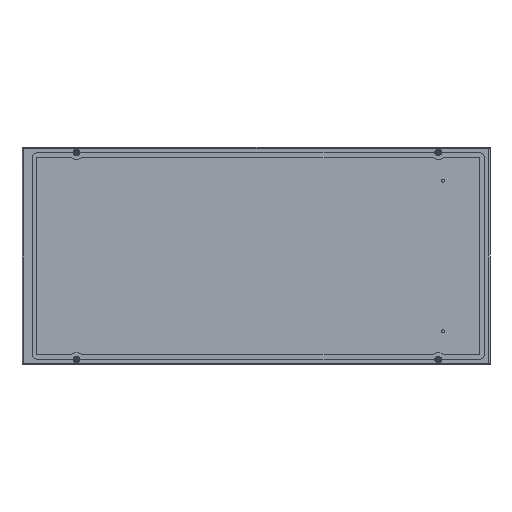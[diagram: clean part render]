
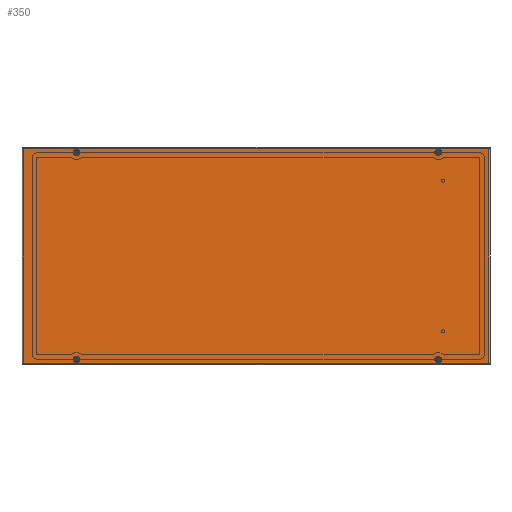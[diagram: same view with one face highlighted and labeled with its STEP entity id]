
A CAD part, left-side view. The second image highlights one B-rep face of the part: STEP entity #350.
In plain terms, the highlighted face is planar.
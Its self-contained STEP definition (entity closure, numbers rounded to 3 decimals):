
#103 = ORIENTED_EDGE ( 'NONE', *, *, #3910, .T. ) ;
#163 = CARTESIAN_POINT ( 'NONE',  ( 1.4, 459., 273.35 ) ) ;
#190 = ORIENTED_EDGE ( 'NONE', *, *, #7866, .T. ) ;
#260 = LINE ( 'NONE', #3512, #7000 ) ;
#268 = FACE_BOUND ( 'NONE', #408, .T. ) ;
#350 = ADVANCED_FACE ( '�����2', ( #268, #3585, #1634, #6221, #6419 ), #5262, .T. ) ;
#359 = AXIS2_PLACEMENT_3D ( 'NONE', #1233, #548, #4352 ) ;
#408 = EDGE_LOOP ( 'NONE', ( #103, #4366 ) ) ;
#485 = LINE ( 'NONE', #1237, #2244 ) ;
#504 = DIRECTION ( 'NONE',  ( 0., -1., 0. ) ) ;
#523 = ORIENTED_EDGE ( 'NONE', *, *, #3042, .F. ) ;
#529 = EDGE_CURVE ( 'NONE', #7791, #4568, #574, .T. ) ;
#548 = DIRECTION ( 'NONE',  ( 1., 0., 0. ) ) ;
#574 = CIRCLE ( 'NONE', #7271, 8.35 ) ;
#695 = ORIENTED_EDGE ( 'NONE', *, *, #1652, .T. ) ;
#859 = DIRECTION ( 'NONE',  ( 0., 0., 1. ) ) ;
#1000 = CARTESIAN_POINT ( 'NONE',  ( 1.4, 595.1, 274.6 ) ) ;
#1079 = CIRCLE ( 'NONE', #2032, 8.35 ) ;
#1148 = AXIS2_PLACEMENT_3D ( 'NONE', #5823, #4544, #1427 ) ;
#1233 = CARTESIAN_POINT ( 'NONE',  ( 1.4, 459., -265. ) ) ;
#1236 = DIRECTION ( 'NONE',  ( -1., 0., 0. ) ) ;
#1237 = CARTESIAN_POINT ( 'NONE',  ( 1.4, 596.746, 274.6 ) ) ;
#1300 = AXIS2_PLACEMENT_3D ( 'NONE', #7492, #4755, #8096 ) ;
#1333 = DIRECTION ( 'NONE',  ( 0., 0., 1. ) ) ;
#1360 = EDGE_LOOP ( 'NONE', ( #4892, #523 ) ) ;
#1406 = CARTESIAN_POINT ( 'NONE',  ( 1.4, -595.1, -274.6 ) ) ;
#1427 = DIRECTION ( 'NONE',  ( 0., 0., 1. ) ) ;
#1471 = LINE ( 'NONE', #4148, #2465 ) ;
#1526 = CARTESIAN_POINT ( 'NONE',  ( 1.4, -598.5, 278. ) ) ;
#1634 = FACE_BOUND ( 'NONE', #6173, .T. ) ;
#1645 = CIRCLE ( 'NONE', #7285, 8.35 ) ;
#1652 = EDGE_CURVE ( 'NONE', #5052, #6262, #260, .T. ) ;
#1743 = AXIS2_PLACEMENT_3D ( 'NONE', #1526, #2776, #7148 ) ;
#1845 = CIRCLE ( 'NONE', #1148, 8.35 ) ;
#1869 = EDGE_LOOP ( 'NONE', ( #3709, #190, #695, #7475 ) ) ;
#1898 = EDGE_CURVE ( 'NONE', #2729, #3028, #2712, .T. ) ;
#2032 = AXIS2_PLACEMENT_3D ( 'NONE', #3129, #7397, #2448 ) ;
#2082 = VERTEX_POINT ( 'NONE', #3239 ) ;
#2194 = DIRECTION ( 'NONE',  ( 0., 1., 0. ) ) ;
#2244 = VECTOR ( 'NONE', #504, 1000. ) ;
#2315 = EDGE_CURVE ( 'NONE', #3028, #2729, #5767, .T. ) ;
#2448 = DIRECTION ( 'NONE',  ( 0., 0., 1. ) ) ;
#2465 = VECTOR ( 'NONE', #8021, 1000. ) ;
#2588 = AXIS2_PLACEMENT_3D ( 'NONE', #2830, #7147, #859 ) ;
#2712 = CIRCLE ( 'NONE', #359, 8.35 ) ;
#2729 = VERTEX_POINT ( 'NONE', #3984 ) ;
#2776 = DIRECTION ( 'NONE',  ( 1., 0., 0. ) ) ;
#2830 = CARTESIAN_POINT ( 'NONE',  ( 1.4, 459., 265. ) ) ;
#3028 = VERTEX_POINT ( 'NONE', #5053 ) ;
#3042 = EDGE_CURVE ( 'NONE', #7855, #3066, #1645, .T. ) ;
#3066 = VERTEX_POINT ( 'NONE', #5745 ) ;
#3129 = CARTESIAN_POINT ( 'NONE',  ( 1.4, -466., 265. ) ) ;
#3198 = EDGE_CURVE ( 'NONE', #4858, #2082, #1845, .T. ) ;
#3239 = CARTESIAN_POINT ( 'NONE',  ( 1.4, -466., 273.35 ) ) ;
#3271 = CARTESIAN_POINT ( 'NONE',  ( 1.4, -466., 256.65 ) ) ;
#3494 = EDGE_CURVE ( 'NONE', #6731, #6581, #485, .T. ) ;
#3512 = CARTESIAN_POINT ( 'NONE',  ( 1.4, -596.746, -274.6 ) ) ;
#3525 = EDGE_LOOP ( 'NONE', ( #6474, #8035 ) ) ;
#3585 = FACE_BOUND ( 'NONE', #1360, .T. ) ;
#3621 = EDGE_CURVE ( 'NONE', #3066, #7855, #5449, .T. ) ;
#3700 = AXIS2_PLACEMENT_3D ( 'NONE', #5672, #5090, #4418 ) ;
#3709 = ORIENTED_EDGE ( 'NONE', *, *, #3494, .T. ) ;
#3910 = EDGE_CURVE ( 'NONE', #2082, #4858, #1079, .T. ) ;
#3984 = CARTESIAN_POINT ( 'NONE',  ( 1.4, 459., -273.35 ) ) ;
#4108 = CARTESIAN_POINT ( 'NONE',  ( 1.4, -595.1, 276.246 ) ) ;
#4148 = CARTESIAN_POINT ( 'NONE',  ( 1.4, 595.1, -276.246 ) ) ;
#4352 = DIRECTION ( 'NONE',  ( 0., 0., -1. ) ) ;
#4366 = ORIENTED_EDGE ( 'NONE', *, *, #3198, .T. ) ;
#4418 = DIRECTION ( 'NONE',  ( 0., 0., -1. ) ) ;
#4544 = DIRECTION ( 'NONE',  ( -1., 0., 0. ) ) ;
#4568 = VERTEX_POINT ( 'NONE', #163 ) ;
#4667 = CARTESIAN_POINT ( 'NONE',  ( 1.4, -466., -256.65 ) ) ;
#4695 = CARTESIAN_POINT ( 'NONE',  ( 1.4, 459., 256.65 ) ) ;
#4755 = DIRECTION ( 'NONE',  ( 1., 0., 0. ) ) ;
#4823 = CARTESIAN_POINT ( 'NONE',  ( 1.4, -595.1, 274.6 ) ) ;
#4858 = VERTEX_POINT ( 'NONE', #3271 ) ;
#4892 = ORIENTED_EDGE ( 'NONE', *, *, #3621, .F. ) ;
#5052 = VERTEX_POINT ( 'NONE', #1406 ) ;
#5053 = CARTESIAN_POINT ( 'NONE',  ( 1.4, 459., -256.65 ) ) ;
#5090 = DIRECTION ( 'NONE',  ( 1., 0., 0. ) ) ;
#5262 = PLANE ( 'NONE',  #1743 ) ;
#5349 = ORIENTED_EDGE ( 'NONE', *, *, #1898, .F. ) ;
#5449 = CIRCLE ( 'NONE', #3700, 8.35 ) ;
#5672 = CARTESIAN_POINT ( 'NONE',  ( 1.4, -466., -265. ) ) ;
#5709 = CARTESIAN_POINT ( 'NONE',  ( 1.4, -466., -265. ) ) ;
#5745 = CARTESIAN_POINT ( 'NONE',  ( 1.4, -466., -273.35 ) ) ;
#5767 = CIRCLE ( 'NONE', #1300, 8.35 ) ;
#5823 = CARTESIAN_POINT ( 'NONE',  ( 1.4, -466., 265. ) ) ;
#6173 = EDGE_LOOP ( 'NONE', ( #5349, #7923 ) ) ;
#6221 = FACE_BOUND ( 'NONE', #3525, .T. ) ;
#6262 = VERTEX_POINT ( 'NONE', #6938 ) ;
#6297 = CARTESIAN_POINT ( 'NONE',  ( 1.4, 459., 265. ) ) ;
#6323 = EDGE_CURVE ( 'NONE', #6262, #6731, #1471, .T. ) ;
#6346 = DIRECTION ( 'NONE',  ( 1., 0., 0. ) ) ;
#6419 = FACE_OUTER_BOUND ( 'NONE', #1869, .T. ) ;
#6474 = ORIENTED_EDGE ( 'NONE', *, *, #7015, .T. ) ;
#6581 = VERTEX_POINT ( 'NONE', #4823 ) ;
#6731 = VERTEX_POINT ( 'NONE', #1000 ) ;
#6938 = CARTESIAN_POINT ( 'NONE',  ( 1.4, 595.1, -274.6 ) ) ;
#7000 = VECTOR ( 'NONE', #2194, 1000. ) ;
#7003 = DIRECTION ( 'NONE',  ( 0., 0., -1. ) ) ;
#7015 = EDGE_CURVE ( 'NONE', #4568, #7791, #7931, .T. ) ;
#7147 = DIRECTION ( 'NONE',  ( -1., 0., 0. ) ) ;
#7148 = DIRECTION ( 'NONE',  ( 0., 0., -1. ) ) ;
#7271 = AXIS2_PLACEMENT_3D ( 'NONE', #6297, #1236, #1333 ) ;
#7285 = AXIS2_PLACEMENT_3D ( 'NONE', #5709, #6346, #7003 ) ;
#7397 = DIRECTION ( 'NONE',  ( -1., 0., 0. ) ) ;
#7475 = ORIENTED_EDGE ( 'NONE', *, *, #6323, .T. ) ;
#7492 = CARTESIAN_POINT ( 'NONE',  ( 1.4, 459., -265. ) ) ;
#7791 = VERTEX_POINT ( 'NONE', #4695 ) ;
#7814 = VECTOR ( 'NONE', #7856, 1000. ) ;
#7855 = VERTEX_POINT ( 'NONE', #4667 ) ;
#7856 = DIRECTION ( 'NONE',  ( 0., 0., -1. ) ) ;
#7866 = EDGE_CURVE ( 'NONE', #6581, #5052, #8001, .T. ) ;
#7923 = ORIENTED_EDGE ( 'NONE', *, *, #2315, .F. ) ;
#7931 = CIRCLE ( 'NONE', #2588, 8.35 ) ;
#8001 = LINE ( 'NONE', #4108, #7814 ) ;
#8021 = DIRECTION ( 'NONE',  ( 0., 0., 1. ) ) ;
#8035 = ORIENTED_EDGE ( 'NONE', *, *, #529, .T. ) ;
#8096 = DIRECTION ( 'NONE',  ( 0., 0., -1. ) ) ;
